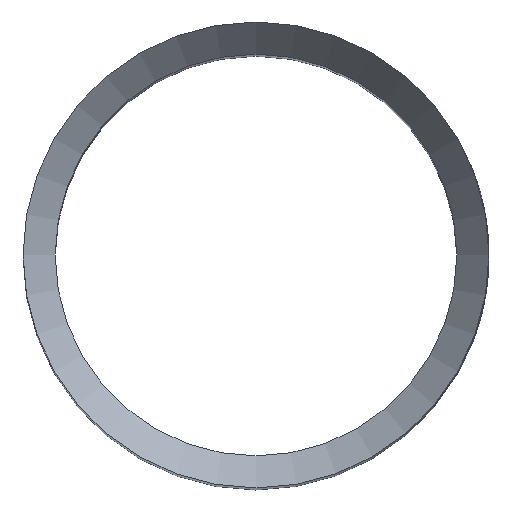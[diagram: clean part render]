
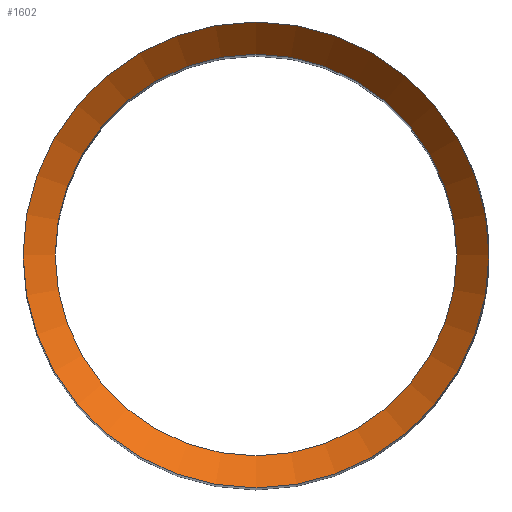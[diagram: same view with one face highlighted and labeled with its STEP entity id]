
A CAD part, top view. The second image highlights one B-rep face of the part: STEP entity #1602.
In plain terms, the highlighted conical face has half-angle 45 degrees and reference radius 14.5 mm.
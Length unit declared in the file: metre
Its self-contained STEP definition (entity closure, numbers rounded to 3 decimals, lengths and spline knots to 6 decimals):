
#97=CONICAL_SURFACE('',#1732,0.0145,0.785);
#251=CIRCLE('',#1713,0.0145);
#270=CIRCLE('',#1733,0.0125);
#361=ORIENTED_EDGE('',*,*,#873,.T.);
#362=ORIENTED_EDGE('',*,*,#815,.T.);
#815=EDGE_CURVE('',#1071,#1071,#251,.T.);
#873=EDGE_CURVE('',#1129,#1129,#270,.T.);
#1071=VERTEX_POINT('',#2131);
#1129=VERTEX_POINT('',#2311);
#1378=EDGE_LOOP('',(#361));
#1379=EDGE_LOOP('',(#362));
#1488=FACE_BOUND('',#1378,.T.);
#1489=FACE_BOUND('',#1379,.T.);
#1602=ADVANCED_FACE('',(#1488,#1489),#97,.F.);
#1713=AXIS2_PLACEMENT_3D('',#2130,#1816,#1817);
#1732=AXIS2_PLACEMENT_3D('',#2309,#1872,#1873);
#1733=AXIS2_PLACEMENT_3D('',#2310,#1874,#1875);
#1816=DIRECTION('',(0.,0.,1.));
#1817=DIRECTION('',(1.,0.,0.));
#1872=DIRECTION('',(0.,0.,1.));
#1873=DIRECTION('',(1.,0.,0.));
#1874=DIRECTION('',(0.,0.,-1.));
#1875=DIRECTION('',(-1.,0.,0.));
#2130=CARTESIAN_POINT('',(0.,0.,0.075));
#2131=CARTESIAN_POINT('',(0.0145,0.,0.075));
#2309=CARTESIAN_POINT('',(0.,0.,0.075));
#2310=CARTESIAN_POINT('',(0.,0.,0.073));
#2311=CARTESIAN_POINT('',(-0.0125,0.,0.073));
